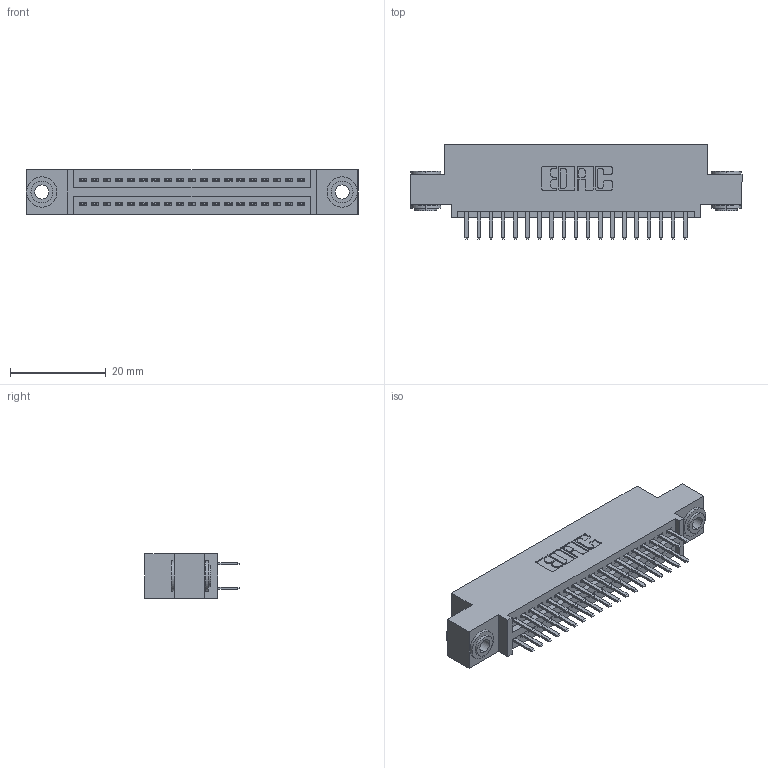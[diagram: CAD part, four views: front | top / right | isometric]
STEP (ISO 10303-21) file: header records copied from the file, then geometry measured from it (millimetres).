
FILE_DESCRIPTION (( 'STEP AP203' ), '1' );
FILE_NAME ('345-038-520-503.STEP', '2018-08-30T05:17:33', ( '' ), ( '' ), 'SwSTEP 2.0', 'SolidWorks 2016', '' );
FILE_SCHEMA (( 'CONFIG_CONTROL_DESIGN' ));
Length unit declared in the file: inch
Products named in the file (4): 345 Part_0.110 Offset - 0.156 Dia-TH; 345-292-001_345-293-120; 345-250-002_345-250-002-102; 345-038-520-503
Assembly tree (41 placements, depth 2):
  345-038-520-503
    345 Part_0.110 Offset - 0.156 Dia-TH
    345-292-001_345-293-120  x38
    345-250-002_345-250-002-102  x2
Bounding box: 69.47 x 19.68 x 9.4 mm (x, y, z)
Volume: 6464.1 mm3; surface area: 9371.8 mm2
Topology: 41 solids, 41 shells, 2220 faces, 6395 edges, 4158 vertices
Faces by surface type: plane 1424, cylinder 788, cone 8
Entity records: 18900 total; most frequent: CARTESIAN_POINT 3179, ORIENTED_EDGE 3094, DIRECTION 2849, EDGE_CURVE 1547, LINE 1311, VECTOR 1311, VERTEX_POINT 1026, AXIS2_PLACEMENT_3D 769
